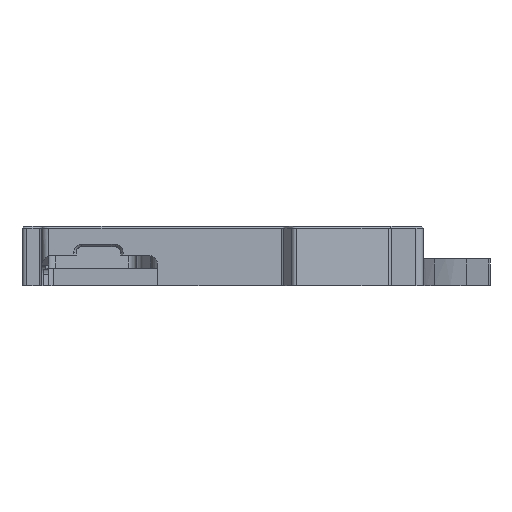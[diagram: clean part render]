
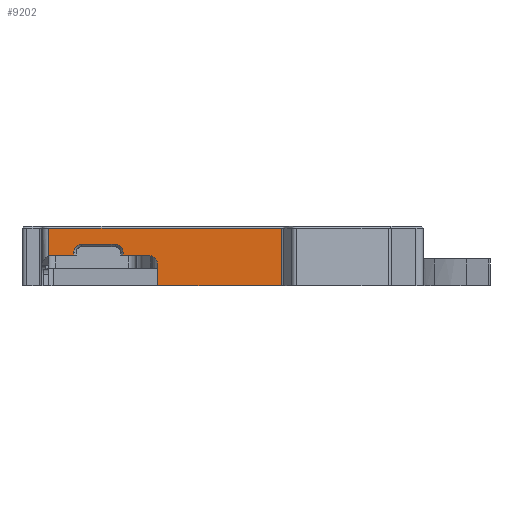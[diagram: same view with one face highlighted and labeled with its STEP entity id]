
A CAD part, left-side view. The second image highlights one B-rep face of the part: STEP entity #9202.
In plain terms, the highlighted planar face has unit normal (-1, 0, 0).
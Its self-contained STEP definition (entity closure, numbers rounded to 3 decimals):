
#364=FACE_OUTER_BOUND('',#889,.T.);
#889=EDGE_LOOP('',(#6829,#6830,#6831,#6832,#6833,#6834,#6835,#6836,#6837,
#6838,#6839,#6840,#6841));
#1446=CIRCLE('',#9861,1.7);
#1447=CIRCLE('',#9862,1.7);
#1448=CIRCLE('',#9863,2.);
#1808=LINE('',#13720,#2907);
#1888=LINE('',#13928,#2987);
#1929=LINE('',#14171,#3028);
#1931=LINE('',#14175,#3030);
#1932=LINE('',#14177,#3031);
#1933=LINE('',#14179,#3032);
#1934=LINE('',#14183,#3033);
#1935=LINE('',#14187,#3034);
#1936=LINE('',#14189,#3035);
#1937=LINE('',#14192,#3036);
#2907=VECTOR('',#10916,10.);
#2987=VECTOR('',#11166,10.);
#3028=VECTOR('',#11265,10.);
#3030=VECTOR('',#11269,10.);
#3031=VECTOR('',#11270,10.);
#3032=VECTOR('',#11271,10.);
#3033=VECTOR('',#11274,10.);
#3034=VECTOR('',#11277,10.);
#3035=VECTOR('',#11278,10.);
#3036=VECTOR('',#11281,10.);
#4028=VERTEX_POINT('',#13710);
#4030=VERTEX_POINT('',#13716);
#4073=VERTEX_POINT('',#13925);
#4074=VERTEX_POINT('',#13927);
#4135=VERTEX_POINT('',#14174);
#4136=VERTEX_POINT('',#14176);
#4137=VERTEX_POINT('',#14178);
#4138=VERTEX_POINT('',#14180);
#4139=VERTEX_POINT('',#14182);
#4140=VERTEX_POINT('',#14184);
#4141=VERTEX_POINT('',#14186);
#4142=VERTEX_POINT('',#14188);
#4143=VERTEX_POINT('',#14190);
#4979=EDGE_CURVE('',#4028,#4030,#1808,.T.);
#5083=EDGE_CURVE('',#4073,#4074,#1888,.T.);
#5150=EDGE_CURVE('',#4030,#4073,#1929,.T.);
#5152=EDGE_CURVE('',#4135,#4028,#1931,.T.);
#5153=EDGE_CURVE('',#4135,#4136,#1932,.T.);
#5154=EDGE_CURVE('',#4137,#4136,#1933,.T.);
#5155=EDGE_CURVE('',#4138,#4137,#1446,.T.);
#5156=EDGE_CURVE('',#4139,#4138,#1934,.T.);
#5157=EDGE_CURVE('',#4140,#4139,#1447,.T.);
#5158=EDGE_CURVE('',#4141,#4140,#1935,.T.);
#5159=EDGE_CURVE('',#4141,#4142,#1936,.T.);
#5160=EDGE_CURVE('',#4142,#4143,#1448,.T.);
#5161=EDGE_CURVE('',#4143,#4074,#1937,.T.);
#6829=ORIENTED_EDGE('',*,*,#4979,.F.);
#6830=ORIENTED_EDGE('',*,*,#5152,.F.);
#6831=ORIENTED_EDGE('',*,*,#5153,.T.);
#6832=ORIENTED_EDGE('',*,*,#5154,.F.);
#6833=ORIENTED_EDGE('',*,*,#5155,.F.);
#6834=ORIENTED_EDGE('',*,*,#5156,.F.);
#6835=ORIENTED_EDGE('',*,*,#5157,.F.);
#6836=ORIENTED_EDGE('',*,*,#5158,.F.);
#6837=ORIENTED_EDGE('',*,*,#5159,.T.);
#6838=ORIENTED_EDGE('',*,*,#5160,.T.);
#6839=ORIENTED_EDGE('',*,*,#5161,.T.);
#6840=ORIENTED_EDGE('',*,*,#5083,.F.);
#6841=ORIENTED_EDGE('',*,*,#5150,.F.);
#8777=PLANE('',#9860);
#9202=ADVANCED_FACE('',(#364),#8777,.T.);
#9860=AXIS2_PLACEMENT_3D('',#14173,#11267,#11268);
#9861=AXIS2_PLACEMENT_3D('',#14181,#11272,#11273);
#9862=AXIS2_PLACEMENT_3D('',#14185,#11275,#11276);
#9863=AXIS2_PLACEMENT_3D('',#14191,#11279,#11280);
#10916=DIRECTION('',(0.,-1.,0.));
#11166=DIRECTION('',(0.,1.,0.));
#11265=DIRECTION('',(0.,0.,-1.));
#11267=DIRECTION('center_axis',(-1.,0.,0.));
#11268=DIRECTION('ref_axis',(0.,-1.,0.));
#11269=DIRECTION('',(0.,0.,1.));
#11270=DIRECTION('',(0.,-1.,0.));
#11271=DIRECTION('',(0.,0.,-1.));
#11272=DIRECTION('center_axis',(-1.,0.,0.));
#11273=DIRECTION('ref_axis',(0.,0.,
1.));
#11274=DIRECTION('',(0.,1.,0.));
#11275=DIRECTION('center_axis',(-1.,0.,0.));
#11276=DIRECTION('ref_axis',(0.,-1.,0.));
#11277=DIRECTION('',(0.,0.,1.));
#11278=DIRECTION('',(0.,-1.,0.));
#11279=DIRECTION('center_axis',(1.,0.,0.));
#11280=DIRECTION('ref_axis',(0.,-1.,0.));
#11281=DIRECTION('',(0.,0.,-1.));
#13710=CARTESIAN_POINT('',(28.638,-49.155,10.1));
#13716=CARTESIAN_POINT('',(28.638,-98.184,10.1));
#13720=CARTESIAN_POINT('',(28.638,-106.766,10.1));
#13925=CARTESIAN_POINT('',(28.638,-98.184,-2.));
#13927=CARTESIAN_POINT('',(28.638,-72.1,-2.));
#13928=CARTESIAN_POINT('',(28.638,-98.604,-2.));
#14171=CARTESIAN_POINT('',(28.638,-98.184,0.));
#14173=CARTESIAN_POINT('Origin',(28.638,-120.435,0.));
#14174=CARTESIAN_POINT('',(28.638,-49.155,4.395));
#14175=CARTESIAN_POINT('',(28.638,-49.155,0.));
#14176=CARTESIAN_POINT('',(28.638,-54.4,4.395));
#14177=CARTESIAN_POINT('',(28.638,-48.405,4.395));
#14178=CARTESIAN_POINT('',(28.638,-54.4,4.98));
#14179=CARTESIAN_POINT('',(28.638,-54.4,1.905));
#14180=CARTESIAN_POINT('',(28.638,-56.1,6.68));
#14181=CARTESIAN_POINT('Origin',(28.638,-56.1,4.98));
#14182=CARTESIAN_POINT('',(28.638,-63.1,6.68));
#14183=CARTESIAN_POINT('',(28.638,-51.878,6.68));
#14184=CARTESIAN_POINT('',(28.638,-64.8,4.98));
#14185=CARTESIAN_POINT('Origin',(28.638,-63.1,4.98));
#14186=CARTESIAN_POINT('',(28.638,-64.8,4.395));
#14187=CARTESIAN_POINT('',(28.638,-64.8,2.49));
#14188=CARTESIAN_POINT('',(28.638,-70.1,4.395));
#14189=CARTESIAN_POINT('',(28.638,-48.405,4.395));
#14190=CARTESIAN_POINT('',(28.638,-72.1,2.395));
#14191=CARTESIAN_POINT('Origin',(28.638,-70.1,2.395));
#14192=CARTESIAN_POINT('',(28.638,-72.1,1.198));
